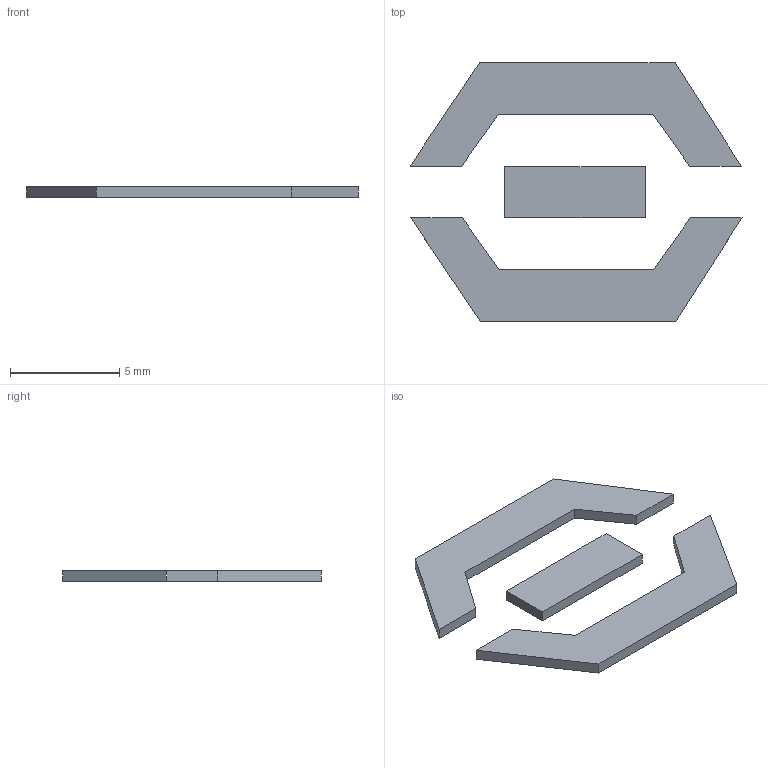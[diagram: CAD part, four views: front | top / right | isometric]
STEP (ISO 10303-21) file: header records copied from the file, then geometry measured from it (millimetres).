
FILE_DESCRIPTION(('FreeCAD Model'),'2;1');
FILE_NAME('b.step','2016-05-26T17:06:28',('Author'),(''), 'Open CASCADE STEP processor 6.8','FreeCAD','Unknown');
FILE_SCHEMA(('AUTOMOTIVE_DESIGN_CC2 { 1 2 10303 214 -1 1 5 4 }'));
Length unit declared in the file: millimetre
Products named in the file (4): ASSEMBLY; Extrude; Extrude001; Extrude002
Assembly tree (3 placements, depth 2):
  ASSEMBLY
    Extrude
    Extrude001
    Extrude002
Bounding box: 15.18 x 11.84 x 0.5 mm (x, y, z)
Volume: 43.8 mm3; surface area: 222 mm2
Topology: 3 solids, 3 shells, 26 faces, 60 edges, 40 vertices
Faces by surface type: extrusion 20, plane 6
Entity records: 1535 total; most frequent: CARTESIAN_POINT 350, DIRECTION 140, ORIENTED_EDGE 120, VECTOR 120, PCURVE 120, DEFINITIONAL_REPRESENTATION 120, LINE 100, B_SPLINE_CURVE_WITH_KNOTS 100
